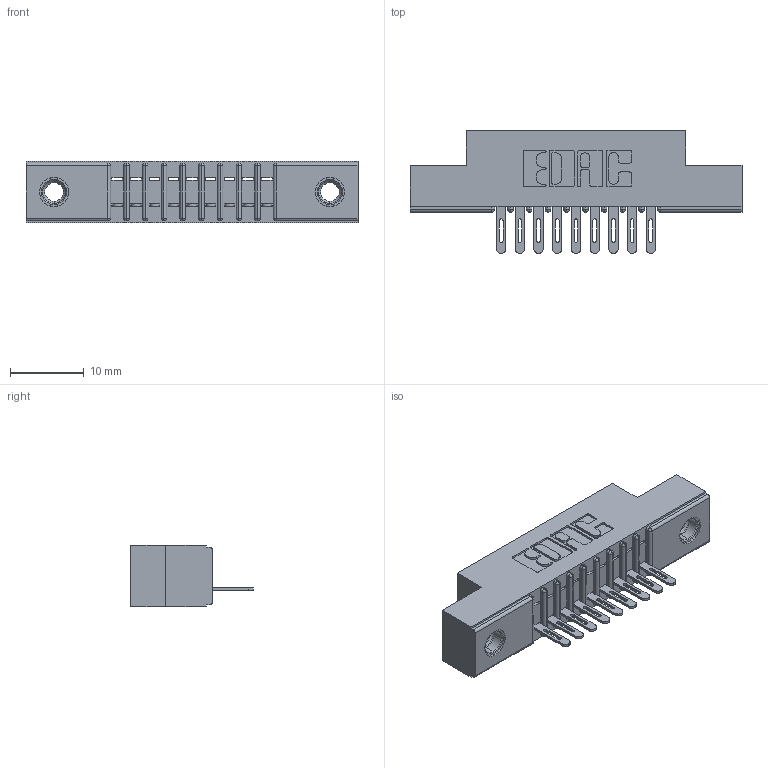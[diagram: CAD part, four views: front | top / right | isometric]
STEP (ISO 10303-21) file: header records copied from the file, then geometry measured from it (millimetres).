
FILE_DESCRIPTION (( 'STEP AP203' ), '1' );
FILE_NAME ('341-009-500-107.STEP', '2019-08-09T16:04:53', ( '' ), ( '' ), 'SwSTEP 2.0', 'SolidWorks 2016', '' );
FILE_SCHEMA (( 'CONFIG_CONTROL_DESIGN' ));
Length unit declared in the file: inch
Products named in the file (4): 345-250-001_345-250-005-103; 341-292-001_341-292-100; 341-009-500-107; 341 Part_.156 (3.96) Dia Mounting Holes
Assembly tree (12 placements, depth 2):
  341-009-500-107
    341 Part_.156 (3.96) Dia Mounting Holes
    341-292-001_341-292-100  x9
    345-250-001_345-250-005-103  x2
Bounding box: 45.09 x 16.69 x 8.38 mm (x, y, z)
Volume: 2535.9 mm3; surface area: 4163.9 mm2
Topology: 12 solids, 12 shells, 914 faces, 2585 edges, 1658 vertices
Faces by surface type: plane 541, cylinder 321, sphere 20, torus 20, cone 12
Entity records: 16193 total; most frequent: CARTESIAN_POINT 2713, ORIENTED_EDGE 2694, DIRECTION 2661, EDGE_CURVE 1347, VECTOR 1045, LINE 1045, VERTEX_POINT 860, AXIS2_PLACEMENT_3D 808
